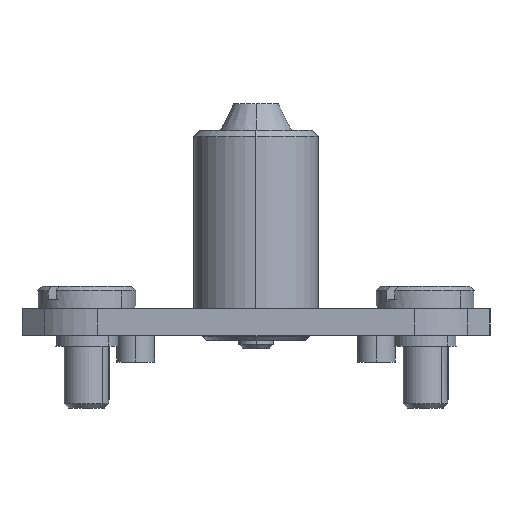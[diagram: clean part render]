
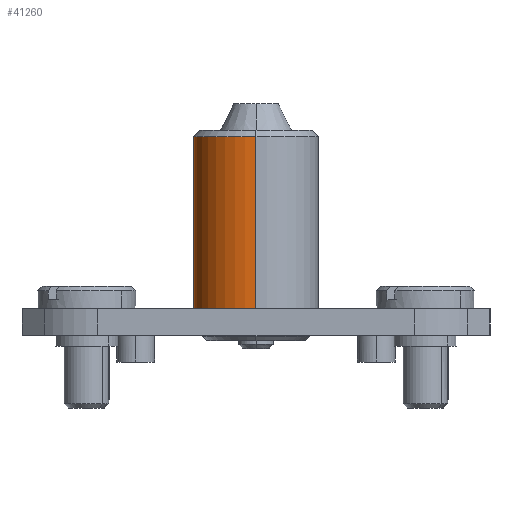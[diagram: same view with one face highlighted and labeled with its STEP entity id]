
A CAD part, left-side view. The second image highlights one B-rep face of the part: STEP entity #41260.
In plain terms, the highlighted cylindrical face has radius 7 mm (diameter 14 mm), a partial arc.
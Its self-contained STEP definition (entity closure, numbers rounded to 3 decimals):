
#28930=CARTESIAN_POINT('',(656.033,212.274,3.));
#28940=DIRECTION('',(0.,0.,1.));
#28950=DIRECTION('',(1.,0.,0.));
#28960=AXIS2_PLACEMENT_3D('',#28930,#28940,#28950);
#28970=CIRCLE('',#28960,7.);
#28980=CARTESIAN_POINT('',(663.033,212.274,3.));
#28990=VERTEX_POINT('',#28980);
#29000=CARTESIAN_POINT('',(649.033,212.274,3.));
#29010=VERTEX_POINT('',#29000);
#29040=EDGE_CURVE('',#29010,#28990,#28970,.T.);
#40950=CARTESIAN_POINT('',(656.033,212.274,3.));
#40960=DIRECTION('',(0.,0.,1.));
#40970=DIRECTION('',(1.,0.,0.));
#40980=AXIS2_PLACEMENT_3D('',#40950,#40960,#40970);
#40990=CYLINDRICAL_SURFACE('',#40980,7.);
#41000=CARTESIAN_POINT('',(649.033,212.274,3.));
#41010=DIRECTION('',(0.,0.,1.));
#41020=VECTOR('',#41010,1.);
#41030=LINE('',#41000,#41020);
#41040=CARTESIAN_POINT('',(649.033,212.274,22.3));
#41050=VERTEX_POINT('',#41040);
#41060=EDGE_CURVE('',#29010,#41050,#41030,.T.);
#41070=ORIENTED_EDGE('',*,*,#41060,.F.);
#41080=CARTESIAN_POINT('',(656.033,212.274,22.3));
#41090=DIRECTION('',(0.,0.,1.));
#41100=DIRECTION('',(-1.,0.,0.));
#41110=AXIS2_PLACEMENT_3D('',#41080,#41090,#41100);
#41120=CIRCLE('',#41110,7.);
#41130=CARTESIAN_POINT('',(663.033,212.274,22.3));
#41140=VERTEX_POINT('',#41130);
#41150=EDGE_CURVE('',#41050,#41140,#41120,.T.);
#41160=ORIENTED_EDGE('',*,*,#41150,.F.);
#41170=CARTESIAN_POINT('',(663.033,212.274,3.));
#41180=DIRECTION('',(0.,0.,1.));
#41190=VECTOR('',#41180,1.);
#41200=LINE('',#41170,#41190);
#41210=EDGE_CURVE('',#28990,#41140,#41200,.T.);
#41220=ORIENTED_EDGE('',*,*,#41210,.T.);
#41230=ORIENTED_EDGE('',*,*,#29040,.T.);
#41240=EDGE_LOOP('',(#41230,#41220,#41160,#41070));
#41250=FACE_OUTER_BOUND('',#41240,.T.);
#41260=ADVANCED_FACE('',(#41250),#40990,.T.);
